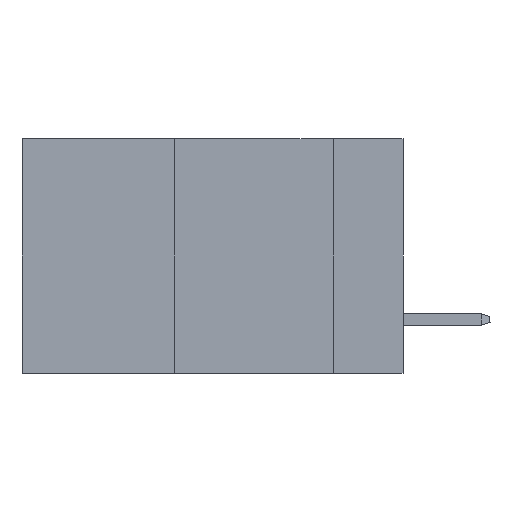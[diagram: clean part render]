
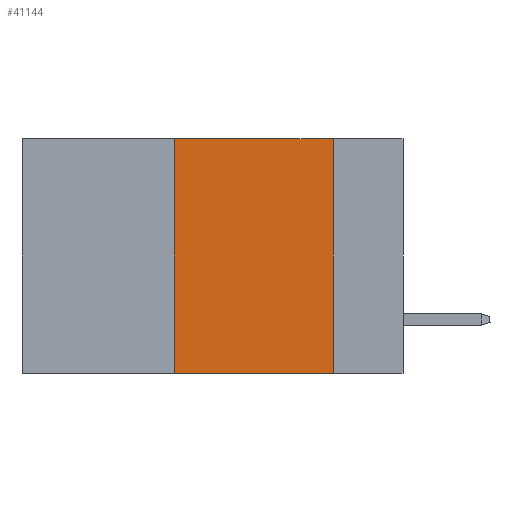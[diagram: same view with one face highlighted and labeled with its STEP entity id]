
A CAD part, left-side view. The second image highlights one B-rep face of the part: STEP entity #41144.
In plain terms, the highlighted planar face has unit normal (-1, 0, 0).
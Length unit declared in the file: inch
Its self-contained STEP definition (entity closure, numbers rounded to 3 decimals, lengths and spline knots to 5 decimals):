
#319 = EDGE_CURVE ( 'NONE', #42500, #39869, #22370, .T. ) ;
#3463 = VECTOR ( 'NONE', #24011, 39.37008 ) ;
#3973 = CARTESIAN_POINT ( 'NONE',  ( 0., 0.36, 0. ) ) ;
#5569 = CARTESIAN_POINT ( 'NONE',  ( 0., 0.36, -0.37 ) ) ;
#5591 = DIRECTION ( 'NONE',  ( 0., 0., -1. ) ) ;
#5826 = DIRECTION ( 'NONE',  ( 1., 0., 0. ) ) ;
#6068 = FACE_OUTER_BOUND ( 'NONE', #46747, .T. ) ;
#9461 = VECTOR ( 'NONE', #33516, 39.37008 ) ;
#11385 = LINE ( 'NONE', #22770, #34046 ) ;
#13333 = CARTESIAN_POINT ( 'NONE',  ( 0., 0.36, 0. ) ) ;
#13536 = DIRECTION ( 'NONE',  ( 0., -1., 0. ) ) ;
#13637 = EDGE_CURVE ( 'NONE', #42500, #43606, #23773, .T. ) ;
#14063 = EDGE_CURVE ( 'NONE', #39869, #42281, #20097, .T. ) ;
#15364 = ORIENTED_EDGE ( 'NONE', *, *, #13637, .T. ) ;
#20097 = LINE ( 'NONE', #31939, #27518 ) ;
#20376 = PLANE ( 'NONE',  #29232 ) ;
#22370 = LINE ( 'NONE', #3973, #9461 ) ;
#22568 = CARTESIAN_POINT ( 'NONE',  ( 0., 0.11, -0.37 ) ) ;
#22770 = CARTESIAN_POINT ( 'NONE',  ( 0., 0.11, 0. ) ) ;
#22972 = ORIENTED_EDGE ( 'NONE', *, *, #14063, .F. ) ;
#23080 = CARTESIAN_POINT ( 'NONE',  ( 0., 0.6, -0.37 ) ) ;
#23773 = LINE ( 'NONE', #23080, #3463 ) ;
#24011 = DIRECTION ( 'NONE',  ( 0., -1., 0. ) ) ;
#26386 = ORIENTED_EDGE ( 'NONE', *, *, #45379, .F. ) ;
#26621 = ORIENTED_EDGE ( 'NONE', *, *, #319, .F. ) ;
#27518 = VECTOR ( 'NONE', #13536, 39.37008 ) ;
#29232 = AXIS2_PLACEMENT_3D ( 'NONE', #42869, #5826, #5591 ) ;
#31939 = CARTESIAN_POINT ( 'NONE',  ( 0., 0.6, 0. ) ) ;
#32499 = CARTESIAN_POINT ( 'NONE',  ( 0., 0.11, 0. ) ) ;
#33516 = DIRECTION ( 'NONE',  ( 0., 0., 1. ) ) ;
#34046 = VECTOR ( 'NONE', #37518, 39.37008 ) ;
#37518 = DIRECTION ( 'NONE',  ( 0., 0., -1. ) ) ;
#39869 = VERTEX_POINT ( 'NONE', #13333 ) ;
#41144 = ADVANCED_FACE ( 'NONE', ( #6068 ), #20376, .F. ) ;
#42281 = VERTEX_POINT ( 'NONE', #32499 ) ;
#42500 = VERTEX_POINT ( 'NONE', #5569 ) ;
#42869 = CARTESIAN_POINT ( 'NONE',  ( 0., 0.6, 0. ) ) ;
#43606 = VERTEX_POINT ( 'NONE', #22568 ) ;
#45379 = EDGE_CURVE ( 'NONE', #42281, #43606, #11385, .T. ) ;
#46747 = EDGE_LOOP ( 'NONE', ( #26386, #22972, #26621, #15364 ) ) ;
